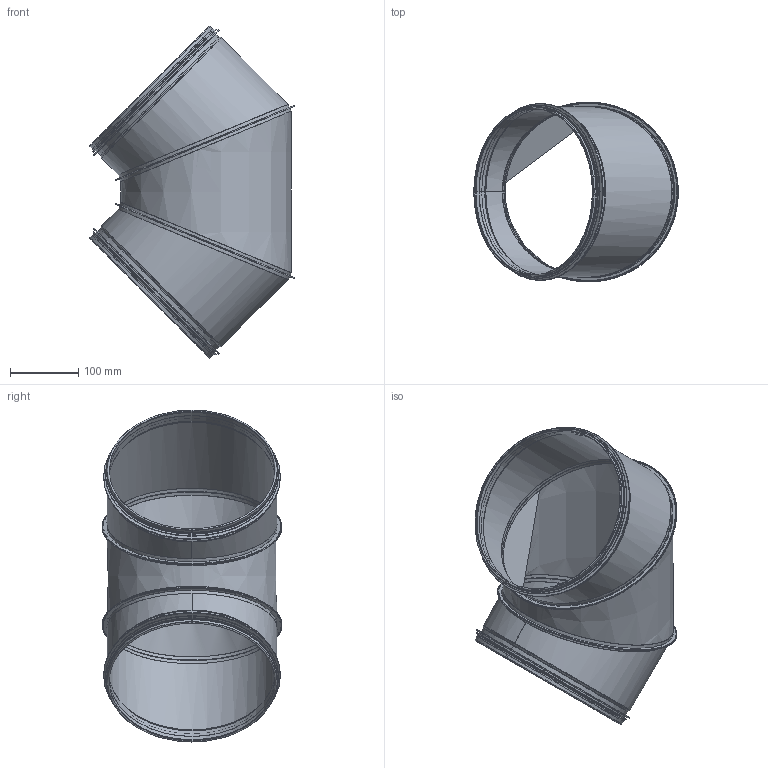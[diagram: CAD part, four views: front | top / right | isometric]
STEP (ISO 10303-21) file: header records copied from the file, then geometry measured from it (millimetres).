
FILE_DESCRIPTION((''),'2;1');
FILE_NAME('HIBK_250.stp','2014-02-19T15:26:23',(''),(''),'Autodesk Inventor 2013','Autodesk Inventor 2013','');
FILE_SCHEMA(('AUTOMOTIVE_DESIGN { 1 2 10303 214 0 1 1 1 }'));
Length unit declared in the file: millimetre
Products named in the file (5): HIBK_250; HIBKRörämne-250; HIBKSegmentMitten-250; HIBKSegmentÄnde-250; 999007
Assembly tree (6 placements, depth 3):
  HIBK_250
    HIBKRörämne-250
      HIBKSegmentMitten-250
      HIBKSegmentÄnde-250  x2
    999007  x2
Bounding box: 299.73 x 263.4 x 486.47 mm (x, y, z)
Volume: 223734.4 mm3; surface area: 757212.5 mm2
Topology: 5 solids, 5 shells, 152 faces, 312 edges, 172 vertices
Faces by surface type: plane 56, bspline 30, torus 28, cylinder 24, cone 14
Full cylindrical faces by diameter (mm): 243.1 x2, 244.1 x2, 245.3 x2, 247.9 x10, 248.9 x4, 254.3 x2, 259.3 x2
Entity records: 4645 total; most frequent: CARTESIAN_POINT 2767, DIRECTION 346, ORIENTED_EDGE 310, EDGE_CURVE 155, AXIS2_PLACEMENT_3D 147, EDGE_LOOP 109, VERTEX_POINT 96, STYLED_ITEM 87
